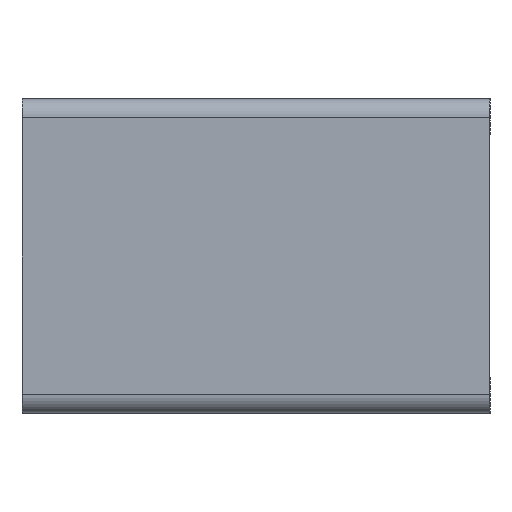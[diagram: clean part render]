
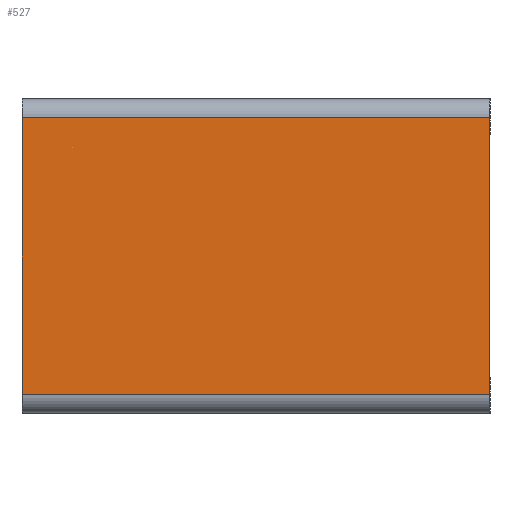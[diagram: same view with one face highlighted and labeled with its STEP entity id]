
A CAD part, left-side view. The second image highlights one B-rep face of the part: STEP entity #527.
In plain terms, the highlighted planar face has unit normal (-1, 0, 0).
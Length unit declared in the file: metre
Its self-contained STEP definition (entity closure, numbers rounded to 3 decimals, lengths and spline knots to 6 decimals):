
#96=ORIENTED_EDGE('',*,*,#232,.F.);
#97=ORIENTED_EDGE('',*,*,#233,.T.);
#98=ORIENTED_EDGE('',*,*,#221,.T.);
#99=ORIENTED_EDGE('',*,*,#234,.T.);
#221=EDGE_CURVE('',#292,#291,#341,.T.);
#232=EDGE_CURVE('',#300,#301,#348,.T.);
#233=EDGE_CURVE('',#300,#292,#349,.F.);
#234=EDGE_CURVE('',#291,#301,#350,.T.);
#291=VERTEX_POINT('',#837);
#292=VERTEX_POINT('',#839);
#300=VERTEX_POINT('',#861);
#301=VERTEX_POINT('',#862);
#341=LINE('',#838,#389);
#348=LINE('',#860,#396);
#349=LINE('',#863,#397);
#350=LINE('',#864,#398);
#389=VECTOR('',#664,1.);
#396=VECTOR('',#685,1.);
#397=VECTOR('',#686,1.);
#398=VECTOR('',#687,1.);
#429=EDGE_LOOP('',(#96,#97,#98,#99));
#469=FACE_BOUND('',#429,.T.);
#507=PLANE('',#582);
#527=ADVANCED_FACE('',(#469),#507,.T.);
#582=AXIS2_PLACEMENT_3D('',#859,#683,#684);
#664=DIRECTION('',(0.,0.,-1.));
#683=DIRECTION('',(-1.,0.,0.));
#684=DIRECTION('',(0.,0.,1.));
#685=DIRECTION('',(0.,0.,-1.));
#686=DIRECTION('',(0.,-1.,0.));
#687=DIRECTION('',(0.,-1.,0.));
#837=CARTESIAN_POINT('',(-0.04197,0.,-0.01085));
#838=CARTESIAN_POINT('',(-0.04197,0.,0.));
#839=CARTESIAN_POINT('',(-0.04197,0.,0.01085));
#859=CARTESIAN_POINT('',(-0.04197,-0.005,0.));
#860=CARTESIAN_POINT('',(-0.04197,-0.0367,0.));
#861=CARTESIAN_POINT('',(-0.04197,-0.0367,0.01085));
#862=CARTESIAN_POINT('',(-0.04197,-0.0367,-0.01085));
#863=CARTESIAN_POINT('',(-0.04197,-0.005,0.01085));
#864=CARTESIAN_POINT('',(-0.04197,-0.005,-0.01085));
